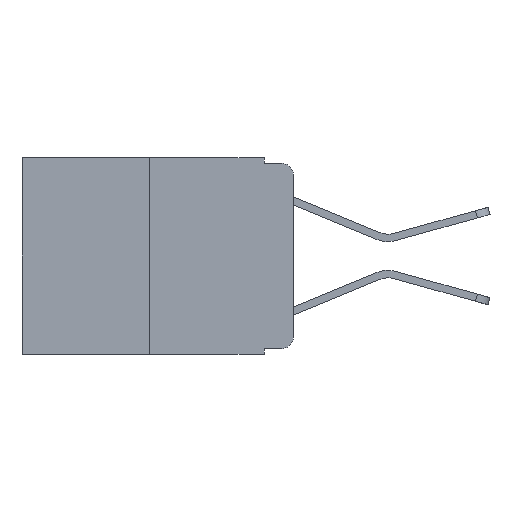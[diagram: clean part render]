
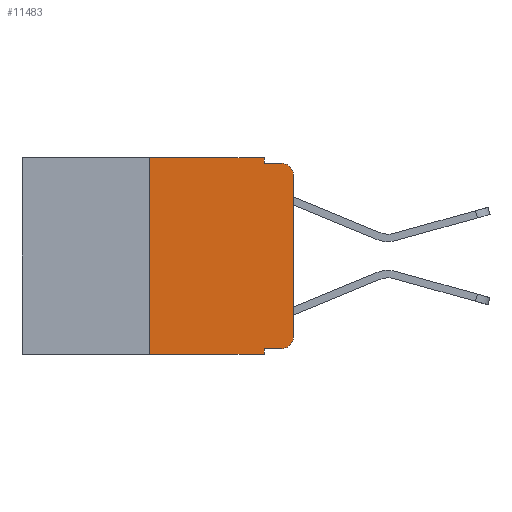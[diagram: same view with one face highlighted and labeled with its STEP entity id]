
A CAD part, left-side view. The second image highlights one B-rep face of the part: STEP entity #11483.
In plain terms, the highlighted planar face has unit normal (-1, 0, 0).
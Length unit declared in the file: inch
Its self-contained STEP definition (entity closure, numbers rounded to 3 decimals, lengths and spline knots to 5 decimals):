
#60 = CARTESIAN_POINT ( 'NONE',  ( 0., 0.473, -0.343 ) ) ;
#172 = DIRECTION ( 'NONE',  ( 0., 0., -1. ) ) ;
#350 = CIRCLE ( 'NONE', #4081, 0.02 ) ;
#519 = CARTESIAN_POINT ( 'NONE',  ( 0., 0.051, 0. ) ) ;
#629 = CARTESIAN_POINT ( 'NONE',  ( 0., 0.051, -0.01 ) ) ;
#703 = CARTESIAN_POINT ( 'NONE',  ( 0., 0.473, 0. ) ) ;
#712 = DIRECTION ( 'NONE',  ( 0., 0., -1. ) ) ;
#869 = ORIENTED_EDGE ( 'NONE', *, *, #5044, .T. ) ;
#992 = CARTESIAN_POINT ( 'NONE',  ( 0., 0.051, -0.343 ) ) ;
#1041 = LINE ( 'NONE', #9611, #1371 ) ;
#1256 = VERTEX_POINT ( 'NONE', #629 ) ;
#1336 = ORIENTED_EDGE ( 'NONE', *, *, #2589, .T. ) ;
#1360 = VERTEX_POINT ( 'NONE', #9318 ) ;
#1371 = VECTOR ( 'NONE', #4527, 39.37008 ) ;
#1415 = VECTOR ( 'NONE', #11179, 39.37008 ) ;
#1479 = ORIENTED_EDGE ( 'NONE', *, *, #10195, .F. ) ;
#1520 = VERTEX_POINT ( 'NONE', #12346 ) ;
#1620 = VECTOR ( 'NONE', #10231, 39.37008 ) ;
#1695 = CARTESIAN_POINT ( 'NONE',  ( 0., 0.473, 0. ) ) ;
#2589 = EDGE_CURVE ( 'NONE', #4643, #9083, #12261, .T. ) ;
#2788 = CIRCLE ( 'NONE', #5537, 0.02 ) ;
#2902 = FACE_OUTER_BOUND ( 'NONE', #4068, .T. ) ;
#3029 = LINE ( 'NONE', #703, #8138 ) ;
#3220 = ORIENTED_EDGE ( 'NONE', *, *, #12387, .T. ) ;
#3472 = ORIENTED_EDGE ( 'NONE', *, *, #4114, .T. ) ;
#3563 = VECTOR ( 'NONE', #11901, 39.37008 ) ;
#3681 = DIRECTION ( 'NONE',  ( 0., 0., -1. ) ) ;
#3875 = VECTOR ( 'NONE', #172, 39.37008 ) ;
#4002 = VERTEX_POINT ( 'NONE', #992 ) ;
#4068 = EDGE_LOOP ( 'NONE', ( #8066, #3472, #12597, #11467, #8407, #5029, #3220, #1479, #1336, #869 ) ) ;
#4081 = AXIS2_PLACEMENT_3D ( 'NONE', #7291, #6825, #712 ) ;
#4114 = EDGE_CURVE ( 'NONE', #1520, #1360, #2788, .T. ) ;
#4130 = CARTESIAN_POINT ( 'NONE',  ( 0., 0.25, 0. ) ) ;
#4283 = LINE ( 'NONE', #60, #1620 ) ;
#4455 = CARTESIAN_POINT ( 'NONE',  ( 0., 0.02, -0.333 ) ) ;
#4527 = DIRECTION ( 'NONE',  ( 0., 0., -1. ) ) ;
#4643 = VERTEX_POINT ( 'NONE', #8728 ) ;
#5029 = ORIENTED_EDGE ( 'NONE', *, *, #8248, .F. ) ;
#5044 = EDGE_CURVE ( 'NONE', #9083, #10072, #350, .T. ) ;
#5149 = VERTEX_POINT ( 'NONE', #10249 ) ;
#5537 = AXIS2_PLACEMENT_3D ( 'NONE', #6392, #11112, #10143 ) ;
#6392 = CARTESIAN_POINT ( 'NONE',  ( 0., 0.02, -0.03 ) ) ;
#6637 = EDGE_CURVE ( 'NONE', #10072, #1520, #7128, .T. ) ;
#6756 = LINE ( 'NONE', #4130, #11657 ) ;
#6825 = DIRECTION ( 'NONE',  ( -1., 0., 0. ) ) ;
#6874 = EDGE_CURVE ( 'NONE', #1256, #1360, #9002, .T. ) ;
#7128 = LINE ( 'NONE', #12147, #1415 ) ;
#7291 = CARTESIAN_POINT ( 'NONE',  ( 0., 0.02, -0.313 ) ) ;
#7335 = CARTESIAN_POINT ( 'NONE',  ( 0., 0.051, 0. ) ) ;
#8025 = CARTESIAN_POINT ( 'NONE',  ( 0., 0.051, -0.01 ) ) ;
#8066 = ORIENTED_EDGE ( 'NONE', *, *, #6637, .T. ) ;
#8138 = VECTOR ( 'NONE', #12671, 39.37008 ) ;
#8248 = EDGE_CURVE ( 'NONE', #11575, #5149, #6756, .T. ) ;
#8407 = ORIENTED_EDGE ( 'NONE', *, *, #12494, .F. ) ;
#8728 = CARTESIAN_POINT ( 'NONE',  ( 0., 0.051, -0.333 ) ) ;
#8778 = PLANE ( 'NONE',  #9846 ) ;
#8950 = CARTESIAN_POINT ( 'NONE',  ( 0., 0.25, -0.343 ) ) ;
#9002 = LINE ( 'NONE', #8025, #3563 ) ;
#9083 = VERTEX_POINT ( 'NONE', #4455 ) ;
#9284 = LINE ( 'NONE', #7335, #3875 ) ;
#9318 = CARTESIAN_POINT ( 'NONE',  ( 0., 0.02, -0.01 ) ) ;
#9411 = CARTESIAN_POINT ( 'NONE',  ( 0., 0., -0.313 ) ) ;
#9428 = VECTOR ( 'NONE', #12345, 39.37008 ) ;
#9540 = EDGE_CURVE ( 'NONE', #10862, #1256, #9284, .T. ) ;
#9611 = CARTESIAN_POINT ( 'NONE',  ( 0., 0.051, 0. ) ) ;
#9737 = DIRECTION ( 'NONE',  ( 1., 0., 0. ) ) ;
#9846 = AXIS2_PLACEMENT_3D ( 'NONE', #1695, #9737, #3681 ) ;
#10072 = VERTEX_POINT ( 'NONE', #9411 ) ;
#10143 = DIRECTION ( 'NONE',  ( 0., 0., -1. ) ) ;
#10166 = DIRECTION ( 'NONE',  ( 0., 0., 1. ) ) ;
#10195 = EDGE_CURVE ( 'NONE', #4643, #4002, #1041, .T. ) ;
#10231 = DIRECTION ( 'NONE',  ( 0., -1., 0. ) ) ;
#10249 = CARTESIAN_POINT ( 'NONE',  ( 0., 0.25, 0. ) ) ;
#10862 = VERTEX_POINT ( 'NONE', #519 ) ;
#11112 = DIRECTION ( 'NONE',  ( -1., 0., 0. ) ) ;
#11179 = DIRECTION ( 'NONE',  ( 0., 0., 1. ) ) ;
#11274 = CARTESIAN_POINT ( 'NONE',  ( 0., 0.051, -0.333 ) ) ;
#11467 = ORIENTED_EDGE ( 'NONE', *, *, #9540, .F. ) ;
#11483 = ADVANCED_FACE ( 'NONE', ( #2902 ), #8778, .F. ) ;
#11575 = VERTEX_POINT ( 'NONE', #8950 ) ;
#11657 = VECTOR ( 'NONE', #10166, 39.37008 ) ;
#11901 = DIRECTION ( 'NONE',  ( 0., -1., 0. ) ) ;
#12147 = CARTESIAN_POINT ( 'NONE',  ( 0., 0., 0. ) ) ;
#12261 = LINE ( 'NONE', #11274, #9428 ) ;
#12345 = DIRECTION ( 'NONE',  ( 0., -1., 0. ) ) ;
#12346 = CARTESIAN_POINT ( 'NONE',  ( 0., 0., -0.03 ) ) ;
#12387 = EDGE_CURVE ( 'NONE', #11575, #4002, #4283, .T. ) ;
#12494 = EDGE_CURVE ( 'NONE', #5149, #10862, #3029, .T. ) ;
#12597 = ORIENTED_EDGE ( 'NONE', *, *, #6874, .F. ) ;
#12671 = DIRECTION ( 'NONE',  ( 0., -1., 0. ) ) ;
